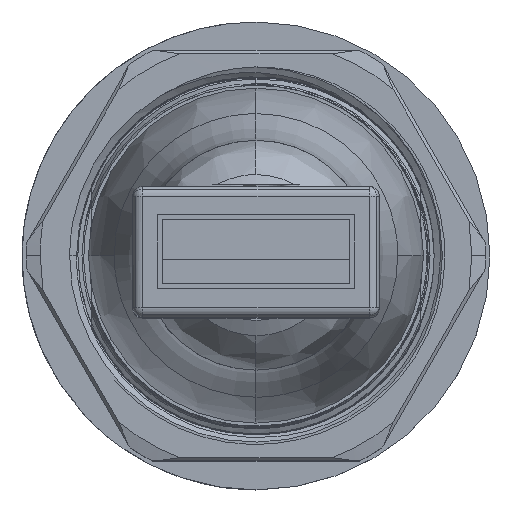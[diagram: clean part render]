
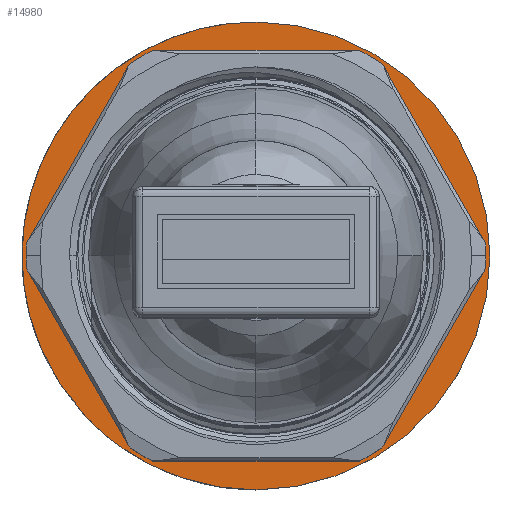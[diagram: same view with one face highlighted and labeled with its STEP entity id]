
A CAD part, top view. The second image highlights one B-rep face of the part: STEP entity #14980.
In plain terms, the highlighted planar face has unit normal (0, 0, 1).
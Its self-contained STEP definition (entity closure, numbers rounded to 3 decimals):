
#14702=AXIS2_PLACEMENT_3D('Circle Axis2P3D',#14700,#14701,$) ;
#14848=AXIS2_PLACEMENT_3D('Plane Axis2P3D',#14845,#14846,#14847) ;
#14890=AXIS2_PLACEMENT_3D('Circle Axis2P3D',#14888,#14889,$) ;
#14683=CARTESIAN_POINT('Vertex',(14.25,0.,7.)) ;
#14697=CARTESIAN_POINT('Vertex',(14.25,28.5,7.)) ;
#14700=CARTESIAN_POINT('Axis2P3D Location',(14.25,14.25,7.)) ;
#14845=CARTESIAN_POINT('Axis2P3D Location',(-35.381,-22.781,7.)) ;
#14851=CARTESIAN_POINT('Control Point',(14.25,0.,7.)) ;
#14852=CARTESIAN_POINT('Control Point',(13.004,0.,7.)) ;
#14853=CARTESIAN_POINT('Control Point',(11.758,0.136,7.)) ;
#14854=CARTESIAN_POINT('Control Point',(10.532,0.408,7.)) ;
#14855=CARTESIAN_POINT('Control Point',(8.482,1.107,7.)) ;
#14856=CARTESIAN_POINT('Control Point',(6.605,2.173,7.)) ;
#14857=CARTESIAN_POINT('Control Point',(5.851,2.685,7.)) ;
#14858=CARTESIAN_POINT('Control Point',(5.141,3.254,7.)) ;
#14859=CARTESIAN_POINT('Control Point',(4.481,3.875,7.)) ;
#14860=CARTESIAN_POINT('Vertex',(4.481,3.875,7.)) ;
#14864=CARTESIAN_POINT('Control Point',(3.875,4.481,7.)) ;
#14865=CARTESIAN_POINT('Control Point',(2.988,5.424,7.)) ;
#14866=CARTESIAN_POINT('Control Point',(2.207,6.467,7.)) ;
#14867=CARTESIAN_POINT('Control Point',(1.549,7.595,7.)) ;
#14868=CARTESIAN_POINT('Control Point',(0.501,9.98,7.)) ;
#14869=CARTESIAN_POINT('Control Point',(0.014,12.54,7.)) ;
#14870=CARTESIAN_POINT('Control Point',(-0.083,13.842,7.)) ;
#14871=CARTESIAN_POINT('Control Point',(0.021,16.446,7.)) ;
#14872=CARTESIAN_POINT('Control Point',(0.707,18.96,7.)) ;
#14873=CARTESIAN_POINT('Control Point',(1.192,20.172,7.)) ;
#14874=CARTESIAN_POINT('Control Point',(2.428,22.466,7.)) ;
#14875=CARTESIAN_POINT('Control Point',(4.147,24.424,7.)) ;
#14876=CARTESIAN_POINT('Control Point',(5.114,25.301,7.)) ;
#14877=CARTESIAN_POINT('Control Point',(7.231,26.82,7.)) ;
#14878=CARTESIAN_POINT('Control Point',(9.635,27.826,7.)) ;
#14879=CARTESIAN_POINT('Control Point',(10.889,28.189,7.)) ;
#14880=CARTESIAN_POINT('Control Point',(12.329,28.434,7.)) ;
#14881=CARTESIAN_POINT('Control Point',(13.78,28.494,7.)) ;
#14882=CARTESIAN_POINT('Control Point',(13.936,28.498,7.)) ;
#14883=CARTESIAN_POINT('Control Point',(14.093,28.5,7.)) ;
#14884=CARTESIAN_POINT('Control Point',(14.25,28.5,7.)) ;
#14885=CARTESIAN_POINT('Vertex',(3.875,4.481,7.)) ;
#14888=CARTESIAN_POINT('Axis2P3D Location',(14.25,14.25,7.)) ;
#14899=CARTESIAN_POINT('Line Origine',(12.95,25.523,7.)) ;
#14903=CARTESIAN_POINT('Vertex',(12.95,25.173,7.)) ;
#14905=CARTESIAN_POINT('Vertex',(12.95,25.873,7.)) ;
#14908=CARTESIAN_POINT('Line Origine',(14.25,25.873,7.)) ;
#14912=CARTESIAN_POINT('Vertex',(15.55,25.873,7.)) ;
#14915=CARTESIAN_POINT('Line Origine',(15.55,25.523,7.)) ;
#14919=CARTESIAN_POINT('Vertex',(15.55,25.173,7.)) ;
#14923=CARTESIAN_POINT('Control Point',(15.55,25.173,7.)) ;
#14924=CARTESIAN_POINT('Control Point',(16.679,25.038,7.)) ;
#14925=CARTESIAN_POINT('Control Point',(17.791,24.758,7.)) ;
#14926=CARTESIAN_POINT('Control Point',(18.861,24.335,7.)) ;
#14927=CARTESIAN_POINT('Control Point',(20.866,23.221,7.)) ;
#14928=CARTESIAN_POINT('Control Point',(22.522,21.634,7.)) ;
#14929=CARTESIAN_POINT('Control Point',(23.243,20.738,7.)) ;
#14930=CARTESIAN_POINT('Control Point',(24.436,18.779,7.)) ;
#14931=CARTESIAN_POINT('Control Point',(25.091,16.581,7.)) ;
#14932=CARTESIAN_POINT('Control Point',(25.274,15.445,7.)) ;
#14933=CARTESIAN_POINT('Control Point',(25.343,13.153,7.)) ;
#14934=CARTESIAN_POINT('Control Point',(24.826,10.918,7.)) ;
#14935=CARTESIAN_POINT('Control Point',(24.424,9.84,7.)) ;
#14936=CARTESIAN_POINT('Control Point',(23.351,7.813,7.)) ;
#14937=CARTESIAN_POINT('Control Point',(21.797,6.126,7.)) ;
#14938=CARTESIAN_POINT('Control Point',(20.915,5.388,7.)) ;
#14939=CARTESIAN_POINT('Control Point',(19.127,4.25,7.)) ;
#14940=CARTESIAN_POINT('Control Point',(17.127,3.567,7.)) ;
#14941=CARTESIAN_POINT('Control Point',(16.178,3.356,7.)) ;
#14942=CARTESIAN_POINT('Control Point',(15.214,3.25,7.)) ;
#14943=CARTESIAN_POINT('Control Point',(14.25,3.25,7.)) ;
#14944=CARTESIAN_POINT('Vertex',(14.25,3.25,7.)) ;
#14948=CARTESIAN_POINT('Control Point',(14.25,3.25,7.)) ;
#14949=CARTESIAN_POINT('Control Point',(14.077,3.25,7.)) ;
#14950=CARTESIAN_POINT('Control Point',(13.903,3.253,7.)) ;
#14951=CARTESIAN_POINT('Control Point',(13.73,3.26,7.)) ;
#14952=CARTESIAN_POINT('Control Point',(12.422,3.338,7.)) ;
#14953=CARTESIAN_POINT('Control Point',(11.128,3.61,7.)) ;
#14954=CARTESIAN_POINT('Control Point',(10.043,3.99,7.)) ;
#14955=CARTESIAN_POINT('Control Point',(7.995,5.023,7.)) ;
#14956=CARTESIAN_POINT('Control Point',(6.277,6.543,7.)) ;
#14957=CARTESIAN_POINT('Control Point',(5.522,7.411,7.)) ;
#14958=CARTESIAN_POINT('Control Point',(4.252,9.321,7.)) ;
#14959=CARTESIAN_POINT('Control Point',(3.51,11.491,7.)) ;
#14960=CARTESIAN_POINT('Control Point',(3.282,12.618,7.)) ;
#14961=CARTESIAN_POINT('Control Point',(3.122,14.906,7.)) ;
#14962=CARTESIAN_POINT('Control Point',(3.55,17.16,7.)) ;
#14963=CARTESIAN_POINT('Control Point',(3.909,18.253,7.)) ;
#14964=CARTESIAN_POINT('Control Point',(4.901,20.321,7.)) ;
#14965=CARTESIAN_POINT('Control Point',(6.386,22.068,7.)) ;
#14966=CARTESIAN_POINT('Control Point',(7.239,22.841,7.)) ;
#14967=CARTESIAN_POINT('Control Point',(8.836,23.949,7.)) ;
#14968=CARTESIAN_POINT('Control Point',(10.628,24.682,7.)) ;
#14969=CARTESIAN_POINT('Control Point',(11.388,24.915,7.)) ;
#14970=CARTESIAN_POINT('Control Point',(12.165,25.079,7.)) ;
#14971=CARTESIAN_POINT('Control Point',(12.95,25.173,7.)) ;
#14701=DIRECTION('Axis2P3D Direction',(0.,0.,-1.)) ;
#14846=DIRECTION('Axis2P3D Direction',(0.,0.,1.)) ;
#14847=DIRECTION('Axis2P3D XDirection',(0.,1.,0.)) ;
#14889=DIRECTION('Axis2P3D Direction',(0.,0.,1.)) ;
#14900=DIRECTION('Vector Direction',(0.,1.,0.)) ;
#14909=DIRECTION('Vector Direction',(1.,0.,0.)) ;
#14916=DIRECTION('Vector Direction',(0.,-1.,0.)) ;
#14901=VECTOR('Line Direction',#14900,1.) ;
#14910=VECTOR('Line Direction',#14909,1.) ;
#14917=VECTOR('Line Direction',#14916,1.) ;
#14894=ORIENTED_EDGE('',*,*,#14862,.F.) ;
#14895=ORIENTED_EDGE('',*,*,#14704,.F.) ;
#14896=ORIENTED_EDGE('',*,*,#14887,.F.) ;
#14897=ORIENTED_EDGE('',*,*,#14892,.T.) ;
#14974=ORIENTED_EDGE('',*,*,#14907,.T.) ;
#14975=ORIENTED_EDGE('',*,*,#14914,.T.) ;
#14976=ORIENTED_EDGE('',*,*,#14921,.T.) ;
#14977=ORIENTED_EDGE('',*,*,#14946,.T.) ;
#14978=ORIENTED_EDGE('',*,*,#14972,.T.) ;
#14979=FACE_BOUND('',#14973,.T.) ;
#14980=ADVANCED_FACE('Hauptk\X2\00F6\X0\rper',(#14898,#14979),#14849,.T.) ;
#14850=B_SPLINE_CURVE_WITH_KNOTS('',5,(#14851,#14852,#14853,#14854,#14855,#14856,#14857,#14858,#14859),.UNSPECIFIED.,.F.,.U.,(6,3,6),(110.187,118.997,125.409),.UNSPECIFIED.) ;
#14863=B_SPLINE_CURVE_WITH_KNOTS('',5,(#14864,#14865,#14866,#14867,#14868,#14869,#14870,#14871,#14872,#14873,#14874,#14875,#14876,#14877,#14878,#14879,#14880,#14881,#14882,#14883,#14884),.UNSPECIFIED.,.F.,.U.,(6,3,3,3,3,3,6),(0.,9.154,18.307,27.461,36.614,45.768,46.877),.UNSPECIFIED.) ;
#14922=B_SPLINE_CURVE_WITH_KNOTS('',5,(#14923,#14924,#14925,#14926,#14927,#14928,#14929,#14930,#14931,#14932,#14933,#14934,#14935,#14936,#14937,#14938,#14939,#14940,#14941,#14942,#14943),.UNSPECIFIED.,.F.,.U.,(6,3,3,3,3,3,6),(0.,8.042,16.085,24.127,32.169,40.211,47.028),.UNSPECIFIED.) ;
#14947=B_SPLINE_CURVE_WITH_KNOTS('',5,(#14948,#14949,#14950,#14951,#14952,#14953,#14954,#14955,#14956,#14957,#14958,#14959,#14960,#14961,#14962,#14963,#14964,#14965,#14966,#14967,#14968,#14969,#14970,#14971),.UNSPECIFIED.,.F.,.U.,(6,3,3,3,3,3,3,6),(47.028,48.254,56.296,64.338,72.381,80.423,88.465,94.057),.UNSPECIFIED.) ;
#14703=CIRCLE('generated circle',#14702,14.25) ;
#14891=CIRCLE('generated circle',#14890,14.25) ;
#14704=EDGE_CURVE('',#14698,#14684,#14703,.T.) ;
#14862=EDGE_CURVE('',#14684,#14861,#14850,.T.) ;
#14887=EDGE_CURVE('',#14886,#14698,#14863,.T.) ;
#14892=EDGE_CURVE('',#14886,#14861,#14891,.T.) ;
#14907=EDGE_CURVE('',#14904,#14906,#14902,.T.) ;
#14914=EDGE_CURVE('',#14906,#14913,#14911,.T.) ;
#14921=EDGE_CURVE('',#14913,#14920,#14918,.T.) ;
#14946=EDGE_CURVE('',#14920,#14945,#14922,.T.) ;
#14972=EDGE_CURVE('',#14945,#14904,#14947,.T.) ;
#14893=EDGE_LOOP('',(#14894,#14895,#14896,#14897)) ;
#14973=EDGE_LOOP('',(#14974,#14975,#14976,#14977,#14978)) ;
#14898=FACE_OUTER_BOUND('',#14893,.T.) ;
#14902=LINE('Line',#14899,#14901) ;
#14911=LINE('Line',#14908,#14910) ;
#14918=LINE('Line',#14915,#14917) ;
#14849=PLANE('',#14848) ;
#14684=VERTEX_POINT('',#14683) ;
#14698=VERTEX_POINT('',#14697) ;
#14861=VERTEX_POINT('',#14860) ;
#14886=VERTEX_POINT('',#14885) ;
#14904=VERTEX_POINT('',#14903) ;
#14906=VERTEX_POINT('',#14905) ;
#14913=VERTEX_POINT('',#14912) ;
#14920=VERTEX_POINT('',#14919) ;
#14945=VERTEX_POINT('',#14944) ;
